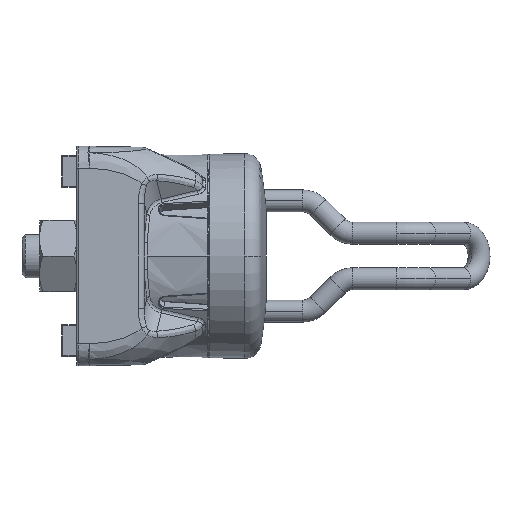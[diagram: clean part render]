
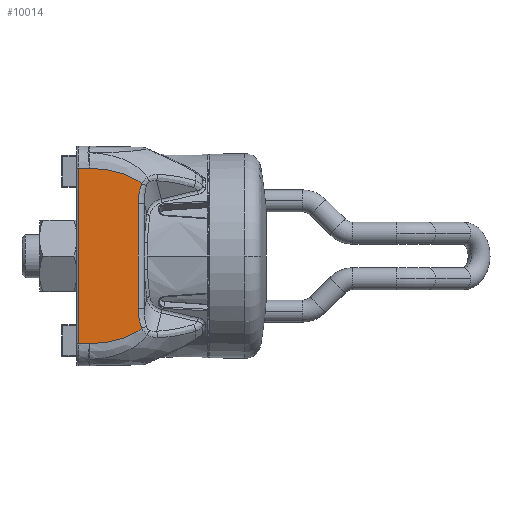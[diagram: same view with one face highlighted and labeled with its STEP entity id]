
A CAD part, front view. The second image highlights one B-rep face of the part: STEP entity #10014.
In plain terms, the highlighted planar face has unit normal (0.018, -1, 0).
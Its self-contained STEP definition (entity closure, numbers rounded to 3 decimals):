
#559 = EDGE_LOOP ( 'NONE', ( #20156, #15785, #5130, #35087, #19595, #21687, #6936, #7847 ) ) ;
#626 = EDGE_CURVE ( 'NONE', #30747, #20303, #44226, .T. ) ;
#637 = EDGE_CURVE ( 'NONE', #25952, #4979, #21795, .T. ) ;
#1117 = VECTOR ( 'NONE', #38280, 1000. ) ;
#1801 = CARTESIAN_POINT ( 'NONE',  ( 3.088, -19.948, 15.965 ) ) ;
#2046 = VECTOR ( 'NONE', #39568, 1000. ) ;
#2949 = CARTESIAN_POINT ( 'NONE',  ( 2.238, -19.962, -15.98 ) ) ;
#3617 = CARTESIAN_POINT ( 'NONE',  ( 11.779, -19.796, 13.117 ) ) ;
#3804 = CARTESIAN_POINT ( 'NONE',  ( 11.779, -19.796, 13.117 ) ) ;
#4979 = VERTEX_POINT ( 'NONE', #30502 ) ;
#5130 = ORIENTED_EDGE ( 'NONE', *, *, #637, .F. ) ;
#6579 = CARTESIAN_POINT ( 'NONE',  ( 11.128, -19.807, -9.482 ) ) ;
#6865 = CARTESIAN_POINT ( 'NONE',  ( 5.591, -19.904, -15.684 ) ) ;
#6936 = ORIENTED_EDGE ( 'NONE', *, *, #626, .F. ) ;
#7463 = CARTESIAN_POINT ( 'NONE',  ( 2.238, -19.962, -15.98 ) ) ;
#7760 = DIRECTION ( 'NONE',  ( -1., -0.017, 0. ) ) ;
#7847 = ORIENTED_EDGE ( 'NONE', *, *, #23202, .F. ) ;
#9034 = EDGE_CURVE ( 'NONE', #25952, #36551, #30966, .T. ) ;
#9537 = EDGE_CURVE ( 'NONE', #13713, #20303, #25057, .T. ) ;
#10014 = ADVANCED_FACE ( 'NONE', ( #36324 ), #14749, .T. ) ;
#10607 = CARTESIAN_POINT ( 'NONE',  ( 8.83, -19.847, 14.808 ) ) ;
#10771 = DIRECTION ( 'NONE',  ( 0., 0., -1. ) ) ;
#10933 = CARTESIAN_POINT ( 'NONE',  ( 11.779, -19.796, -13.117 ) ) ;
#10996 = CARTESIAN_POINT ( 'NONE',  ( 11.128, -19.807, -9.482 ) ) ;
#11962 = CARTESIAN_POINT ( 'NONE',  ( 0.203, -19.998, -15.98 ) ) ;
#12353 =( BOUNDED_CURVE ( )  B_SPLINE_CURVE ( 3, ( #33017, #43079, #36539, #10996 ),
 .UNSPECIFIED., .F., .T. ) 
 B_SPLINE_CURVE_WITH_KNOTS ( ( 4, 4 ),
 ( 3.822, 4.315 ),
 .UNSPECIFIED. ) 
 CURVE ( )  GEOMETRIC_REPRESENTATION_ITEM ( )  RATIONAL_B_SPLINE_CURVE ( ( 1., 0.98, 0.98, 1. ) ) 
 REPRESENTATION_ITEM ( '' )  );
#12383 = CARTESIAN_POINT ( 'NONE',  ( 11.128, -19.807, 9.482 ) ) ;
#13440 = CARTESIAN_POINT ( 'NONE',  ( 7.629, -19.868, -15.207 ) ) ;
#13649 = CARTESIAN_POINT ( 'NONE',  ( 8.032, -19.861, -15.085 ) ) ;
#13713 = VERTEX_POINT ( 'NONE', #6579 ) ;
#13889 = CARTESIAN_POINT ( 'NONE',  ( 7.629, -19.868, 15.207 ) ) ;
#14086 = CARTESIAN_POINT ( 'NONE',  ( 11.128, -19.807, 10.843 ) ) ;
#14749 = PLANE ( 'NONE',  #17715 ) ;
#15488 = VERTEX_POINT ( 'NONE', #36759 ) ;
#15527 = EDGE_CURVE ( 'NONE', #36551, #13713, #12353, .T. ) ;
#15785 = ORIENTED_EDGE ( 'NONE', *, *, #18867, .T. ) ;
#16018 = CARTESIAN_POINT ( 'NONE',  ( 3.928, -19.933, 15.903 ) ) ;
#16152 = LINE ( 'NONE', #11962, #30545 ) ;
#16699 = CARTESIAN_POINT ( 'NONE',  ( 6.413, -19.89, -15.527 ) ) ;
#16968 = CARTESIAN_POINT ( 'NONE',  ( 5.591, -19.904, 15.684 ) ) ;
#17715 = AXIS2_PLACEMENT_3D ( 'NONE', #25067, #39346, #10771 ) ;
#18867 = EDGE_CURVE ( 'NONE', #15488, #4979, #16152, .T. ) ;
#19595 = ORIENTED_EDGE ( 'NONE', *, *, #15527, .T. ) ;
#19730 = CARTESIAN_POINT ( 'NONE',  ( 11.779, -19.796, 13.117 ) ) ;
#20007 = CARTESIAN_POINT ( 'NONE',  ( 23., -19.6, 15.98 ) ) ;
#20156 = ORIENTED_EDGE ( 'NONE', *, *, #41158, .T. ) ;
#20303 = VERTEX_POINT ( 'NONE', #12383 ) ;
#21178 = B_SPLINE_CURVE_WITH_KNOTS ( 'NONE', 3,
 ( #33854, #1801, #16018, #16968, #42687, #13889, #27764, #10607, #38290, #39169, #24889, #45967, #28441, #3617 ),
 .UNSPECIFIED., .F., .F.,
 ( 4, 2, 2, 2, 2, 2, 4 ),
 ( 0., 0.003, 0.005, 0.006, 0.008, 0.009, 0.01 ),
 .UNSPECIFIED. ) ;
#21687 = ORIENTED_EDGE ( 'NONE', *, *, #9537, .T. ) ;
#21795 = LINE ( 'NONE', #32358, #29593 ) ;
#23202 = EDGE_CURVE ( 'NONE', #38181, #30747, #21178, .T. ) ;
#24889 = CARTESIAN_POINT ( 'NONE',  ( 10.384, -19.82, 14.101 ) ) ;
#25057 = LINE ( 'NONE', #25754, #2046 ) ;
#25067 = CARTESIAN_POINT ( 'NONE',  ( 23., -19.6, -15.98 ) ) ;
#25561 = CARTESIAN_POINT ( 'NONE',  ( 11.128, -19.807, 9.482 ) ) ;
#25754 = CARTESIAN_POINT ( 'NONE',  ( 11.128, -19.807, -15.98 ) ) ;
#25952 = VERTEX_POINT ( 'NONE', #7463 ) ;
#27752 = CARTESIAN_POINT ( 'NONE',  ( 10.006, -19.827, -14.297 ) ) ;
#27764 = CARTESIAN_POINT ( 'NONE',  ( 8.032, -19.861, 15.085 ) ) ;
#27973 = CARTESIAN_POINT ( 'NONE',  ( 9.228, -19.84, -14.651 ) ) ;
#28211 = CARTESIAN_POINT ( 'NONE',  ( 11.111, -19.808, -13.655 ) ) ;
#28441 = CARTESIAN_POINT ( 'NONE',  ( 11.463, -19.801, 13.405 ) ) ;
#29593 = VECTOR ( 'NONE', #7760, 1000. ) ;
#30485 = DIRECTION ( 'NONE',  ( 0., 0., -1. ) ) ;
#30502 = CARTESIAN_POINT ( 'NONE',  ( 0.203, -19.998, -15.98 ) ) ;
#30545 = VECTOR ( 'NONE', #30485, 1000. ) ;
#30574 = LINE ( 'NONE', #20007, #1117 ) ;
#30747 = VERTEX_POINT ( 'NONE', #19730 ) ;
#30966 = B_SPLINE_CURVE_WITH_KNOTS ( 'NONE', 3,
 ( #2949, #35690, #45510, #6865, #16699, #13440, #13649, #45951, #27973, #27752, #31032, #28211, #45281, #42010 ),
 .UNSPECIFIED., .F., .F.,
 ( 4, 2, 2, 2, 2, 2, 4 ),
 ( 0., 0.003, 0.005, 0.006, 0.008, 0.009, 0.01 ),
 .UNSPECIFIED. ) ;
#31032 = CARTESIAN_POINT ( 'NONE',  ( 10.384, -19.82, -14.101 ) ) ;
#32358 = CARTESIAN_POINT ( 'NONE',  ( 23., -19.6, -15.98 ) ) ;
#33017 = CARTESIAN_POINT ( 'NONE',  ( 11.779, -19.796, -13.117 ) ) ;
#33854 = CARTESIAN_POINT ( 'NONE',  ( 2.238, -19.962, 15.98 ) ) ;
#35087 = ORIENTED_EDGE ( 'NONE', *, *, #9034, .T. ) ;
#35690 = CARTESIAN_POINT ( 'NONE',  ( 3.088, -19.948, -15.965 ) ) ;
#35695 = CARTESIAN_POINT ( 'NONE',  ( 2.238, -19.962, 15.98 ) ) ;
#36324 = FACE_OUTER_BOUND ( 'NONE', #559, .T. ) ;
#36539 = CARTESIAN_POINT ( 'NONE',  ( 11.128, -19.807, -10.843 ) ) ;
#36551 = VERTEX_POINT ( 'NONE', #10933 ) ;
#36759 = CARTESIAN_POINT ( 'NONE',  ( 0.203, -19.998, 15.98 ) ) ;
#38181 = VERTEX_POINT ( 'NONE', #35695 ) ;
#38280 = DIRECTION ( 'NONE',  ( -1., -0.017, 0. ) ) ;
#38290 = CARTESIAN_POINT ( 'NONE',  ( 9.228, -19.84, 14.651 ) ) ;
#39169 = CARTESIAN_POINT ( 'NONE',  ( 10.006, -19.827, 14.297 ) ) ;
#39346 = DIRECTION ( 'NONE',  ( 0.017, -1., 0. ) ) ;
#39568 = DIRECTION ( 'NONE',  ( 0., 0., 1. ) ) ;
#40076 = CARTESIAN_POINT ( 'NONE',  ( 11.35, -19.803, 12.08 ) ) ;
#41158 = EDGE_CURVE ( 'NONE', #38181, #15488, #30574, .T. ) ;
#42010 = CARTESIAN_POINT ( 'NONE',  ( 11.779, -19.796, -13.117 ) ) ;
#42687 = CARTESIAN_POINT ( 'NONE',  ( 6.413, -19.89, 15.527 ) ) ;
#43079 = CARTESIAN_POINT ( 'NONE',  ( 11.35, -19.803, -12.08 ) ) ;
#44226 =( BOUNDED_CURVE ( )  B_SPLINE_CURVE ( 3, ( #3804, #40076, #14086, #25561 ),
 .UNSPECIFIED., .F., .F. ) 
 B_SPLINE_CURVE_WITH_KNOTS ( ( 4, 4 ),
 ( 3.822, 4.315 ),
 .UNSPECIFIED. ) 
 CURVE ( )  GEOMETRIC_REPRESENTATION_ITEM ( )  RATIONAL_B_SPLINE_CURVE ( ( 1., 0.98, 0.98, 1. ) ) 
 REPRESENTATION_ITEM ( '' )  );
#45281 = CARTESIAN_POINT ( 'NONE',  ( 11.463, -19.801, -13.405 ) ) ;
#45510 = CARTESIAN_POINT ( 'NONE',  ( 3.928, -19.933, -15.903 ) ) ;
#45951 = CARTESIAN_POINT ( 'NONE',  ( 8.83, -19.847, -14.808 ) ) ;
#45967 = CARTESIAN_POINT ( 'NONE',  ( 11.111, -19.808, 13.655 ) ) ;
